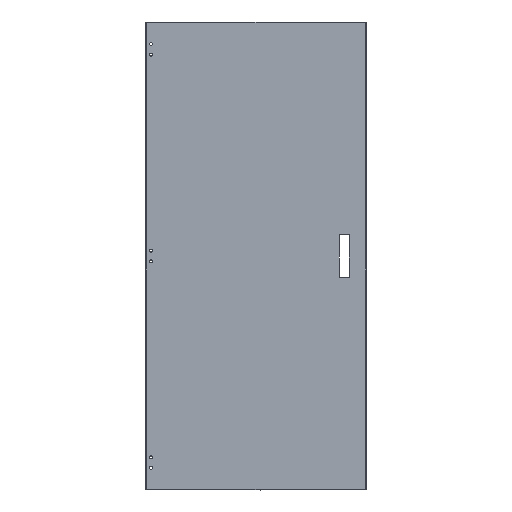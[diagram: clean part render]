
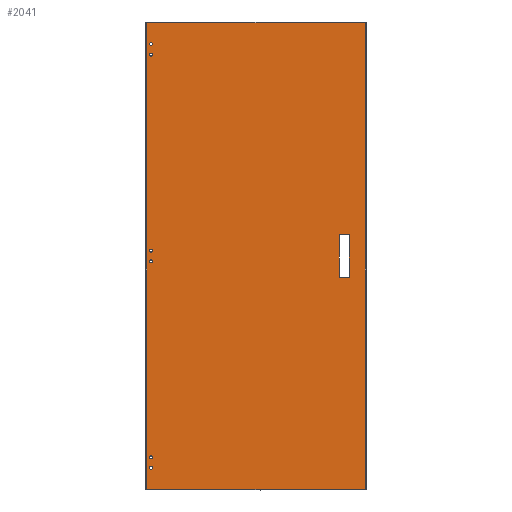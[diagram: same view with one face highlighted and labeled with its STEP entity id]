
A CAD part, top view. The second image highlights one B-rep face of the part: STEP entity #2041.
In plain terms, the highlighted planar face has unit normal (0, 0, 1).
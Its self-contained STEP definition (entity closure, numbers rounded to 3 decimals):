
#60=CARTESIAN_POINT('',(-241.25,-12.,0.0));
#61=VERTEX_POINT('',#60);
#68=CARTESIAN_POINT('',(-234.75,-12.,0.0));
#69=VERTEX_POINT('',#68);
#70=CARTESIAN_POINT('',(-238.,-12.,0.0));
#71=DIRECTION('',(0.0,0.0,-1.0));
#72=DIRECTION('',(1.0,0.0,0.0));
#73=AXIS2_PLACEMENT_3D('',#70,#71,#72);
#74=CIRCLE('',#73,3.25);
#75=EDGE_CURVE('',#69,#61,#74,.T.);
#102=CARTESIAN_POINT('',(-241.25,-456.,0.0));
#103=VERTEX_POINT('',#102);
#110=CARTESIAN_POINT('',(-234.75,-456.,0.0));
#111=VERTEX_POINT('',#110);
#112=CARTESIAN_POINT('',(-238.,-456.,0.0));
#113=DIRECTION('',(0.0,0.0,-1.0));
#114=DIRECTION('',(1.0,0.0,0.0));
#115=AXIS2_PLACEMENT_3D('',#112,#113,#114);
#116=CIRCLE('',#115,3.25);
#117=EDGE_CURVE('',#111,#103,#116,.T.);
#144=CARTESIAN_POINT('',(-241.25,-480.,0.0));
#145=VERTEX_POINT('',#144);
#152=CARTESIAN_POINT('',(-234.75,-480.,0.0));
#153=VERTEX_POINT('',#152);
#154=CARTESIAN_POINT('',(-238.,-480.,0.0));
#155=DIRECTION('',(0.0,0.0,-1.0));
#156=DIRECTION('',(1.0,0.0,0.0));
#157=AXIS2_PLACEMENT_3D('',#154,#155,#156);
#158=CIRCLE('',#157,3.25);
#159=EDGE_CURVE('',#153,#145,#158,.T.);
#186=CARTESIAN_POINT('',(-241.25,12.,0.0));
#187=VERTEX_POINT('',#186);
#194=CARTESIAN_POINT('',(-234.75,12.,0.0));
#195=VERTEX_POINT('',#194);
#196=CARTESIAN_POINT('',(-238.,12.,0.0));
#197=DIRECTION('',(0.0,0.0,1.0));
#198=DIRECTION('',(1.0,0.0,0.0));
#199=AXIS2_PLACEMENT_3D('',#196,#197,#198);
#200=CIRCLE('',#199,3.25);
#201=EDGE_CURVE('',#187,#195,#200,.T.);
#228=CARTESIAN_POINT('',(-241.25,456.,0.0));
#229=VERTEX_POINT('',#228);
#236=CARTESIAN_POINT('',(-234.75,456.,0.0));
#237=VERTEX_POINT('',#236);
#238=CARTESIAN_POINT('',(-238.,456.,0.0));
#239=DIRECTION('',(0.0,0.0,1.0));
#240=DIRECTION('',(1.0,0.0,0.0));
#241=AXIS2_PLACEMENT_3D('',#238,#239,#240);
#242=CIRCLE('',#241,3.25);
#243=EDGE_CURVE('',#229,#237,#242,.T.);
#270=CARTESIAN_POINT('',(-241.25,480.,0.0));
#271=VERTEX_POINT('',#270);
#278=CARTESIAN_POINT('',(-234.75,480.,0.0));
#279=VERTEX_POINT('',#278);
#280=CARTESIAN_POINT('',(-238.,480.,0.0));
#281=DIRECTION('',(0.0,0.0,1.0));
#282=DIRECTION('',(1.0,0.0,0.0));
#283=AXIS2_PLACEMENT_3D('',#280,#281,#282);
#284=CIRCLE('',#283,3.25);
#285=EDGE_CURVE('',#271,#279,#284,.T.);
#553=CARTESIAN_POINT('',(248.,528.,0.0));
#554=VERTEX_POINT('',#553);
#602=CARTESIAN_POINT('',(248.,-528.,0.0));
#603=VERTEX_POINT('',#602);
#907=CARTESIAN_POINT('',(-248.,-528.,0.0));
#908=VERTEX_POINT('',#907);
#971=CARTESIAN_POINT('',(248.,-528.0,0.0));
#972=DIRECTION('',(-1.0,0.0,0.0));
#973=VECTOR('',#972,496.);
#974=LINE('',#971,#973);
#975=EDGE_CURVE('',#603,#908,#974,.T.);
#1200=CARTESIAN_POINT('',(-248.,528.,0.0));
#1201=VERTEX_POINT('',#1200);
#1264=CARTESIAN_POINT('',(-248.,528.,0.0));
#1265=DIRECTION('',(0.0,-1.0,0.0));
#1266=VECTOR('',#1265,1056.);
#1267=LINE('',#1264,#1266);
#1268=EDGE_CURVE('',#1201,#908,#1267,.T.);
#1586=CARTESIAN_POINT('',(-238.,480.,0.0));
#1587=DIRECTION('',(0.0,0.0,1.0));
#1588=DIRECTION('',(1.0,0.0,0.0));
#1589=AXIS2_PLACEMENT_3D('',#1586,#1587,#1588);
#1590=CIRCLE('',#1589,3.25);
#1591=EDGE_CURVE('',#279,#271,#1590,.T.);
#1610=CARTESIAN_POINT('',(-238.,456.,0.0));
#1611=DIRECTION('',(0.0,0.0,1.0));
#1612=DIRECTION('',(1.0,0.0,0.0));
#1613=AXIS2_PLACEMENT_3D('',#1610,#1611,#1612);
#1614=CIRCLE('',#1613,3.25);
#1615=EDGE_CURVE('',#237,#229,#1614,.T.);
#1634=CARTESIAN_POINT('',(-238.,12.,0.0));
#1635=DIRECTION('',(0.0,0.0,1.0));
#1636=DIRECTION('',(1.0,0.0,0.0));
#1637=AXIS2_PLACEMENT_3D('',#1634,#1635,#1636);
#1638=CIRCLE('',#1637,3.25);
#1639=EDGE_CURVE('',#195,#187,#1638,.T.);
#1658=CARTESIAN_POINT('',(-238.,-480.,0.0));
#1659=DIRECTION('',(0.0,0.0,-1.0));
#1660=DIRECTION('',(1.0,0.0,0.0));
#1661=AXIS2_PLACEMENT_3D('',#1658,#1659,#1660);
#1662=CIRCLE('',#1661,3.25);
#1663=EDGE_CURVE('',#145,#153,#1662,.T.);
#1682=CARTESIAN_POINT('',(-238.,-456.,0.0));
#1683=DIRECTION('',(0.0,0.0,-1.0));
#1684=DIRECTION('',(1.0,0.0,0.0));
#1685=AXIS2_PLACEMENT_3D('',#1682,#1683,#1684);
#1686=CIRCLE('',#1685,3.25);
#1687=EDGE_CURVE('',#103,#111,#1686,.T.);
#1706=CARTESIAN_POINT('',(-238.,-12.,0.0));
#1707=DIRECTION('',(0.0,0.0,-1.0));
#1708=DIRECTION('',(1.0,0.0,0.0));
#1709=AXIS2_PLACEMENT_3D('',#1706,#1707,#1708);
#1710=CIRCLE('',#1709,3.25);
#1711=EDGE_CURVE('',#61,#69,#1710,.T.);
#1833=CARTESIAN_POINT('',(248.,528.0,0.0));
#1834=DIRECTION('',(-1.0,0.0,0.0));
#1835=VECTOR('',#1834,496.);
#1836=LINE('',#1833,#1835);
#1837=EDGE_CURVE('',#554,#1201,#1836,.T.);
#1857=CARTESIAN_POINT('',(188.0,-47.75,0.0));
#1858=VERTEX_POINT('',#1857);
#1865=CARTESIAN_POINT('',(211.5,-47.75,0.0));
#1866=VERTEX_POINT('',#1865);
#1867=CARTESIAN_POINT('',(211.5,-47.75,0.0));
#1868=DIRECTION('',(-1.0,0.0,0.0));
#1869=VECTOR('',#1868,23.5);
#1870=LINE('',#1867,#1869);
#1871=EDGE_CURVE('',#1866,#1858,#1870,.T.);
#1888=CARTESIAN_POINT('',(211.5,47.75,0.0));
#1889=VERTEX_POINT('',#1888);
#1890=CARTESIAN_POINT('',(211.5,47.75,0.0));
#1891=DIRECTION('',(0.0,-1.0,0.0));
#1892=VECTOR('',#1891,95.5);
#1893=LINE('',#1890,#1892);
#1894=EDGE_CURVE('',#1889,#1866,#1893,.T.);
#1927=CARTESIAN_POINT('',(188.0,47.75,0.0));
#1928=VERTEX_POINT('',#1927);
#1935=CARTESIAN_POINT('',(188.0,-47.75,0.0));
#1936=DIRECTION('',(0.0,1.0,0.0));
#1937=VECTOR('',#1936,95.5);
#1938=LINE('',#1935,#1937);
#1939=EDGE_CURVE('',#1858,#1928,#1938,.T.);
#1949=CARTESIAN_POINT('',(211.5,47.75,0.0));
#1950=DIRECTION('',(-1.0,0.0,0.0));
#1951=VECTOR('',#1950,23.5);
#1952=LINE('',#1949,#1951);
#1953=EDGE_CURVE('',#1889,#1928,#1952,.T.);
#1991=CARTESIAN_POINT('',(248.0,528.,0.0));
#1992=DIRECTION('',(0.0,-1.0,0.0));
#1993=VECTOR('',#1992,1056.);
#1994=LINE('',#1991,#1993);
#1995=EDGE_CURVE('',#554,#603,#1994,.T.);
#2000=CARTESIAN_POINT('',(272.8,-580.8,0.0));
#2001=DIRECTION('',(0.0,0.0,-1.0));
#2002=DIRECTION('',(-1.0,0.0,0.0));
#2003=AXIS2_PLACEMENT_3D('',#2000,#2001,#2002);
#2004=PLANE('',#2003);
#2005=ORIENTED_EDGE('',*,*,#1995,.F.);
#2006=ORIENTED_EDGE('',*,*,#1837,.T.);
#2007=ORIENTED_EDGE('',*,*,#1268,.T.);
#2008=ORIENTED_EDGE('',*,*,#975,.F.);
#2009=EDGE_LOOP('',(#2005,#2006,#2007,#2008));
#2010=FACE_OUTER_BOUND('',#2009,.T.);
#2011=ORIENTED_EDGE('',*,*,#1894,.T.);
#2012=ORIENTED_EDGE('',*,*,#1871,.T.);
#2013=ORIENTED_EDGE('',*,*,#1939,.T.);
#2014=ORIENTED_EDGE('',*,*,#1953,.F.);
#2015=EDGE_LOOP('',(#2011,#2012,#2013,#2014));
#2016=FACE_BOUND('',#2015,.T.);
#2017=ORIENTED_EDGE('',*,*,#117,.T.);
#2018=ORIENTED_EDGE('',*,*,#1687,.T.);
#2019=EDGE_LOOP('',(#2017,#2018));
#2020=FACE_BOUND('',#2019,.T.);
#2021=ORIENTED_EDGE('',*,*,#159,.T.);
#2022=ORIENTED_EDGE('',*,*,#1663,.T.);
#2023=EDGE_LOOP('',(#2021,#2022));
#2024=FACE_BOUND('',#2023,.T.);
#2025=ORIENTED_EDGE('',*,*,#201,.F.);
#2026=ORIENTED_EDGE('',*,*,#1639,.F.);
#2027=EDGE_LOOP('',(#2025,#2026));
#2028=FACE_BOUND('',#2027,.T.);
#2029=ORIENTED_EDGE('',*,*,#1711,.T.);
#2030=ORIENTED_EDGE('',*,*,#75,.T.);
#2031=EDGE_LOOP('',(#2029,#2030));
#2032=FACE_BOUND('',#2031,.T.);
#2033=ORIENTED_EDGE('',*,*,#1615,.F.);
#2034=ORIENTED_EDGE('',*,*,#243,.F.);
#2035=EDGE_LOOP('',(#2033,#2034));
#2036=FACE_BOUND('',#2035,.T.);
#2037=ORIENTED_EDGE('',*,*,#1591,.F.);
#2038=ORIENTED_EDGE('',*,*,#285,.F.);
#2039=EDGE_LOOP('',(#2037,#2038));
#2040=FACE_BOUND('',#2039,.T.);
#2041=ADVANCED_FACE('',(#2010,#2016,#2020,#2024,#2028,#2032,#2036,#2040),#2004,.F.);
